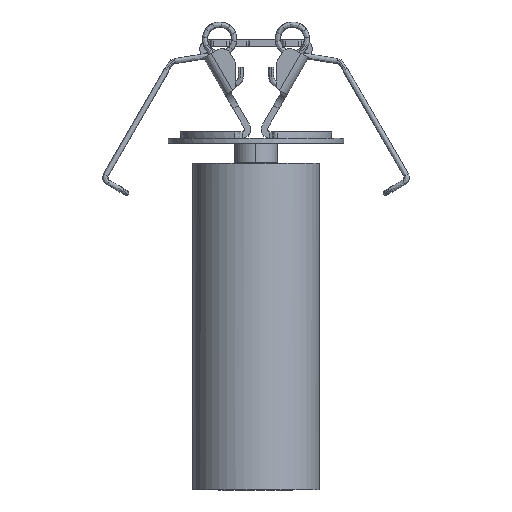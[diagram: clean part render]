
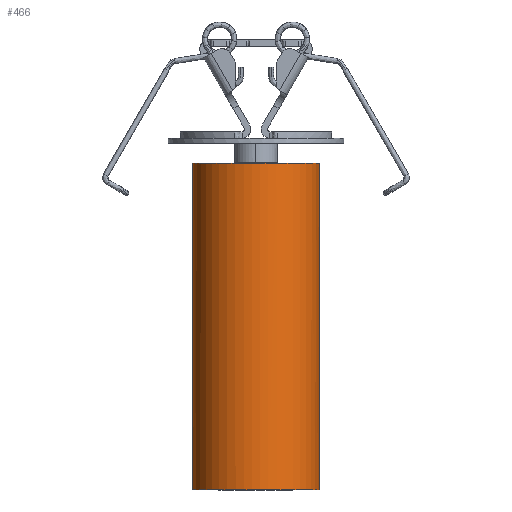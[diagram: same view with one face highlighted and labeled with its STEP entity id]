
A CAD part, front view. The second image highlights one B-rep face of the part: STEP entity #466.
In plain terms, the highlighted free-form (B-spline) face has degree [2, 1] with [5, 2] control points.
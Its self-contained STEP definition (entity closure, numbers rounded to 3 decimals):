
#466=ADVANCED_FACE('',(#1867),#21997,.T.);
#1867=FACE_OUTER_BOUND('',#3274,.T.);
#3274=EDGE_LOOP('',(#6137,#6138,#6139,#6140));
#6137=ORIENTED_EDGE('',*,*,#12737,.T.);
#6138=ORIENTED_EDGE('',*,*,#12742,.T.);
#6139=ORIENTED_EDGE('',*,*,#12739,.T.);
#6140=ORIENTED_EDGE('',*,*,#12775,.F.);
#12737=EDGE_CURVE('',#19951,#19950,#15976,.T.);
#12739=EDGE_CURVE('',#19953,#19978,#15978,.T.);
#12742=EDGE_CURVE('',#19950,#19953,#19164,.T.);
#12775=EDGE_CURVE('',#19951,#19978,#19181,.T.);
#15976=(
BOUNDED_CURVE()
B_SPLINE_CURVE(2,(#32034,#32035,#32036,#32037,#32038),.UNSPECIFIED.,.F.,
 .F.)
B_SPLINE_CURVE_WITH_KNOTS((3,2,3),(62.832,94.248,125.664),
 .UNSPECIFIED.)
CURVE()
GEOMETRIC_REPRESENTATION_ITEM()
RATIONAL_B_SPLINE_CURVE((1.,0.707,1.,0.707,1.))
REPRESENTATION_ITEM('')
);
#15978=(
BOUNDED_CURVE()
B_SPLINE_CURVE(2,(#32042,#32043,#32044,#32045,#32046),.UNSPECIFIED.,.F.,
 .F.)
B_SPLINE_CURVE_WITH_KNOTS((3,2,3),(-85.914,-54.498,
-23.082),.UNSPECIFIED.)
CURVE()
GEOMETRIC_REPRESENTATION_ITEM()
RATIONAL_B_SPLINE_CURVE((1.,0.707,1.,0.707,1.))
REPRESENTATION_ITEM('')
);
#19164=B_SPLINE_CURVE_WITH_KNOTS('',1,(#32067,#32068),.UNSPECIFIED.,.F.,
 .F.,(2,2),(10.91,113.91),.UNSPECIFIED.);
#19181=B_SPLINE_CURVE_WITH_KNOTS('',1,(#32199,#32200),.UNSPECIFIED.,.F.,
 .F.,(2,2),(10.91,113.91),.UNSPECIFIED.);
#19950=VERTEX_POINT('',#31997);
#19951=VERTEX_POINT('',#31998);
#19953=VERTEX_POINT('',#32000);
#19978=VERTEX_POINT('',#32025);
#21997=(
BOUNDED_SURFACE()
B_SPLINE_SURFACE(2,1,((#31947,#31948),(#31949,#31950),(#31951,#31952),(#31953,
#31954),(#31955,#31956)),.UNSPECIFIED.,.F.,.F.,.F.)
B_SPLINE_SURFACE_WITH_KNOTS((3,2,3),(2,2),(3.142,4.712,
6.283),(0.,124.819),.UNSPECIFIED.)
GEOMETRIC_REPRESENTATION_ITEM()
RATIONAL_B_SPLINE_SURFACE(((1.,1.),(0.707,0.707),
(1.,1.),(0.707,0.707),(1.,1.)))
REPRESENTATION_ITEM('')
SURFACE()
);
#31947=CARTESIAN_POINT('',(-19.995,-0.035,22.686));
#31948=CARTESIAN_POINT('',(-19.995,-0.035,147.506));
#31949=CARTESIAN_POINT('',(-19.995,-20.035,22.686));
#31950=CARTESIAN_POINT('',(-19.995,-20.035,147.506));
#31951=CARTESIAN_POINT('',(0.005,-20.035,22.686));
#31952=CARTESIAN_POINT('',(0.005,-20.035,147.506));
#31953=CARTESIAN_POINT('',(20.005,-20.035,22.686));
#31954=CARTESIAN_POINT('',(20.005,-20.035,147.506));
#31955=CARTESIAN_POINT('',(20.005,-0.035,22.686));
#31956=CARTESIAN_POINT('',(20.005,-0.035,147.506));
#31997=CARTESIAN_POINT('',(20.005,-0.035,33.596));
#31998=CARTESIAN_POINT('',(-19.995,-0.035,33.596));
#32000=CARTESIAN_POINT('',(20.005,-0.035,136.596));
#32025=CARTESIAN_POINT('',(-19.995,-0.035,136.596));
#32034=CARTESIAN_POINT('',(-19.995,-0.035,33.596));
#32035=CARTESIAN_POINT('',(-19.995,-20.035,33.596));
#32036=CARTESIAN_POINT('',(0.005,-20.035,33.596));
#32037=CARTESIAN_POINT('',(20.005,-20.035,33.596));
#32038=CARTESIAN_POINT('',(20.005,-0.035,33.596));
#32042=CARTESIAN_POINT('',(20.005,-0.035,136.596));
#32043=CARTESIAN_POINT('',(20.005,-20.035,136.596));
#32044=CARTESIAN_POINT('',(0.005,-20.035,136.596));
#32045=CARTESIAN_POINT('',(-19.995,-20.035,136.596));
#32046=CARTESIAN_POINT('',(-19.995,-0.035,136.596));
#32067=CARTESIAN_POINT('',(20.005,-0.035,33.596));
#32068=CARTESIAN_POINT('',(20.005,-0.035,136.596));
#32199=CARTESIAN_POINT('',(-19.995,-0.035,33.596));
#32200=CARTESIAN_POINT('',(-19.995,-0.035,136.596));
